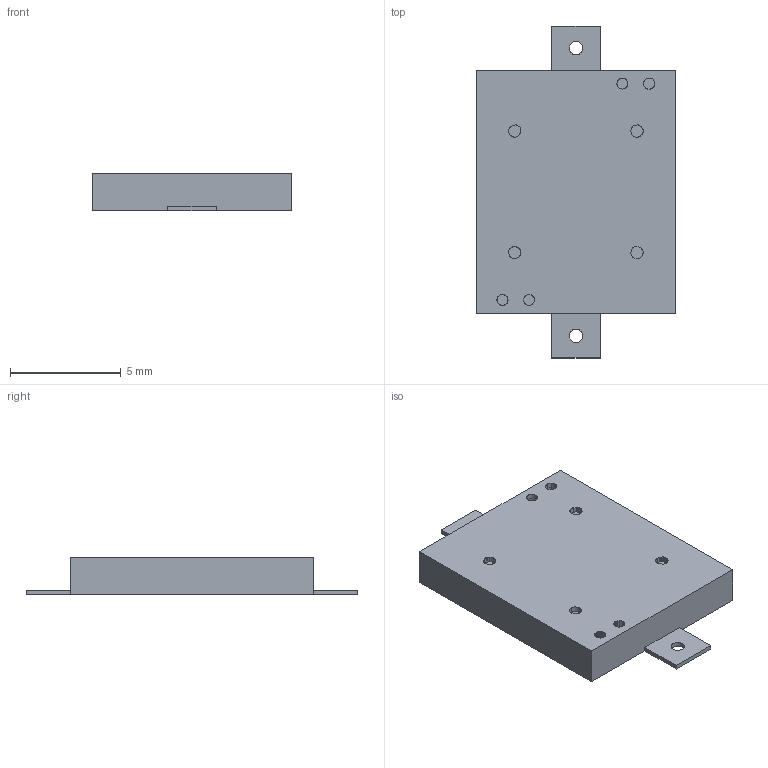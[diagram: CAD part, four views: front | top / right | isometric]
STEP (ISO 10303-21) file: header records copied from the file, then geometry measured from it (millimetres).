
FILE_DESCRIPTION(/* description */ (''),/* implementation_level */ '2;1');
FILE_NAME(/* name */ 'CMT-11~1',/* time_stamp */ '2016-02-05T19:34:49+01:00',/* author */ (''),/* organization */ (''),/* preprocessor_version */ 'ST-DEVELOPER v14',/* originating_system */ '',/* authorisation */ '');
FILE_SCHEMA (('AUTOMOTIVE_DESIGN'));
Length unit declared in the file: millimetre
Products named in the file (1): Document
Bounding box: 9 x 15 x 1.7 mm (x, y, z)
Volume: 23.7 mm3; surface area: 553.9 mm2
Topology: 4 solids, 9 shells, 192 faces, 609 edges, 428 vertices
Faces by surface type: plane 142, bspline 50
Entity records: 13121 total; most frequent: CARTESIAN_POINT 5493, B_SPLINE_CURVE_WITH_KNOTS 1629, ORIENTED_EDGE 1044, PCURVE 1044, DEFINITIONAL_REPRESENTATION 1044, SURFACE_CURVE 609, EDGE_CURVE 609, VERTEX_POINT 428
